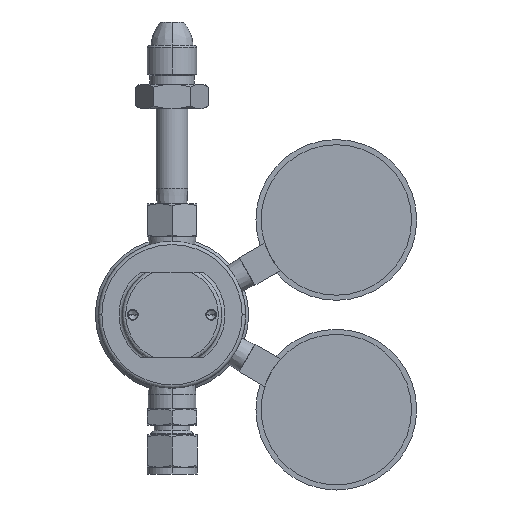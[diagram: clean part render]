
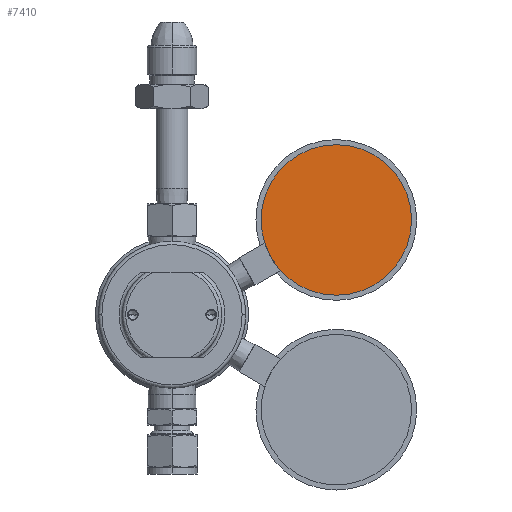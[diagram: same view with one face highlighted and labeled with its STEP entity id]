
A CAD part, front view. The second image highlights one B-rep face of the part: STEP entity #7410.
In plain terms, the highlighted face is planar.
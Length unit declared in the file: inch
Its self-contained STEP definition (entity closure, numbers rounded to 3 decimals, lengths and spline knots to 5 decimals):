
#7166=CARTESIAN_POINT('',(0.,0.,-0.83));
#7167=DIRECTION('',(0.,0.,-1.));
#7168=DIRECTION('',(1.,0.,0.));
#7169=AXIS2_PLACEMENT_3D('',#7166,#7167,#7168);
#7171=CARTESIAN_POINT('',(0.,0.,-0.83));
#7172=DIRECTION('',(0.,0.,-1.));
#7173=DIRECTION('',(-1.,0.,0.));
#7174=AXIS2_PLACEMENT_3D('',#7171,#7172,#7173);
#7247=CARTESIAN_POINT('',(-1.325,0.,-0.83));
#7249=VERTEX_POINT('',#7247);
#7251=CARTESIAN_POINT('',(1.325,0.,-0.83));
#7253=VERTEX_POINT('',#7251);
#7400=CARTESIAN_POINT('',(0.,0.,-0.83));
#7401=DIRECTION('',(0.,0.,1.));
#7402=DIRECTION('',(1.,0.,0.));
#7403=AXIS2_PLACEMENT_3D('',#7400,#7401,#7402);
#7404=PLANE('',#7403);
#7405=ORIENTED_EDGE('',*,*,#7342,.F.);
#7407=ORIENTED_EDGE('',*,*,#7406,.F.);
#7408=EDGE_LOOP('',(#7405,#7407));
#7409=FACE_OUTER_BOUND('',#7408,.F.);
#7410=ADVANCED_FACE('',(#7409),#7404,.F.);
#7170=CIRCLE('',#7169,1.325);
#7175=CIRCLE('',#7174,1.325);
#7342=EDGE_CURVE('',#7253,#7249,#7170,.T.);
#7406=EDGE_CURVE('',#7249,#7253,#7175,.T.);
